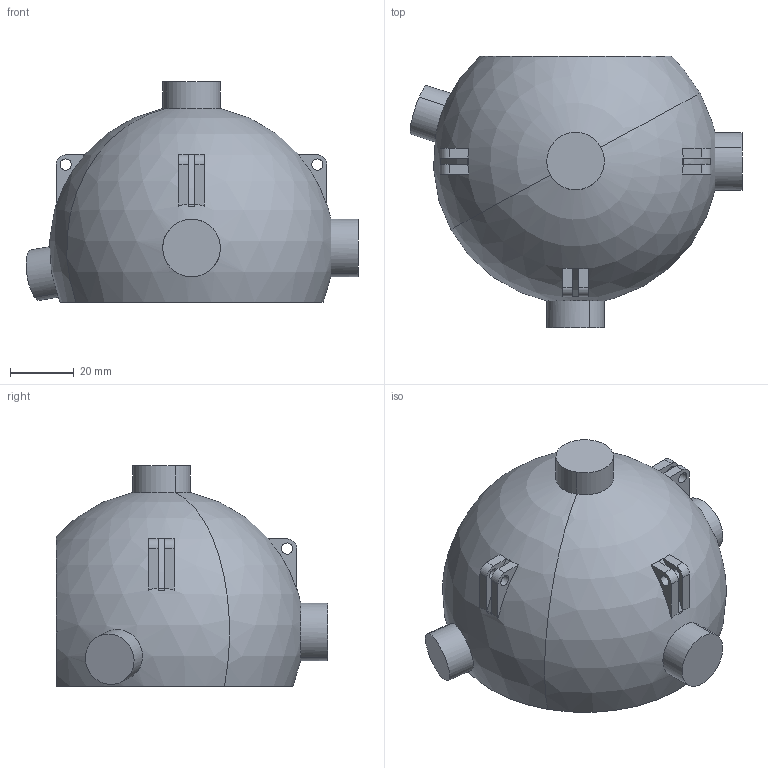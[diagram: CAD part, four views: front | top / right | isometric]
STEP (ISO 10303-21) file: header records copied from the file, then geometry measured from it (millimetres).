
FILE_DESCRIPTION(('CATIA V5 STEP Exchange'),'2;1');
FILE_NAME('Infastning_v2.stp','2019-04-11T08:57:36+00:00',('none'),('none'),'CATIA Version 5-6 Release 2016','CATIA V5 STEP AP203','none');
FILE_SCHEMA(('CONFIG_CONTROL_DESIGN'));
Length unit declared in the file: millimetre
Products named in the file (1): Product2
Assembly tree (1 placements, depth 2):
  Product2
    #57
Bounding box: 103.8 x 84.91 x 68.99 mm (x, y, z)
Volume: 29968 mm3; surface area: 31275.6 mm2
Topology: 1 solids, 1 shells, 75 faces, 195 edges, 131 vertices
Faces by surface type: plane 39, cylinder 31, sphere 4, extrusion 1
Entity records: 2423 total; most frequent: CARTESIAN_POINT 760, ORIENTED_EDGE 390, DIRECTION 211, EDGE_CURVE 195, VERTEX_POINT 131, AXIS2_PLACEMENT_3D 98, EDGE_LOOP 96, VECTOR 75
